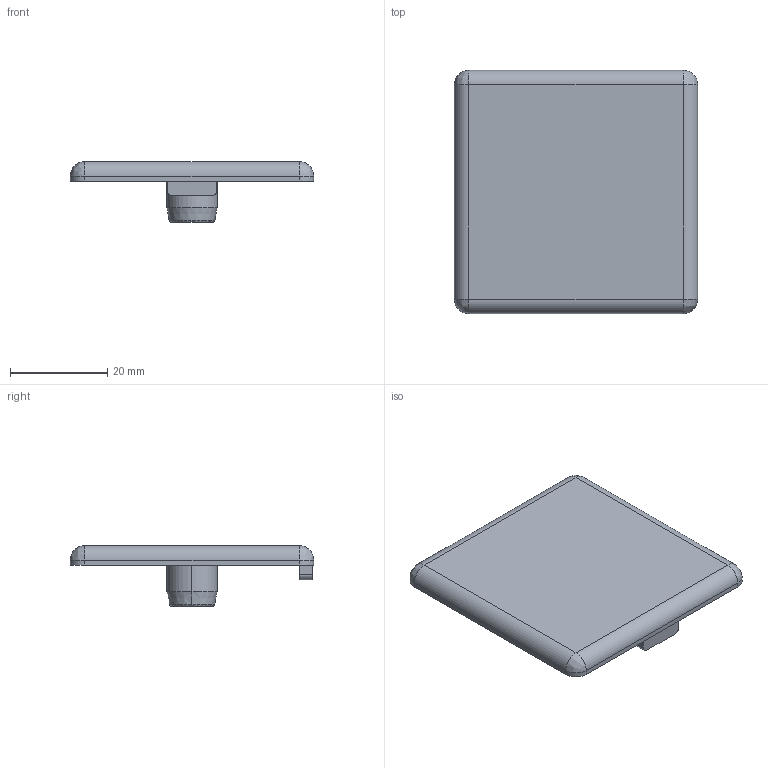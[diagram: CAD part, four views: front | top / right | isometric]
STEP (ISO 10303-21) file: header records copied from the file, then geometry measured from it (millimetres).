
FILE_DESCRIPTION (( 'STEP AP203' ), '1' );
FILE_NAME ('411548820.STEP', '2022-08-29T15:32:22', ( '' ), ( '' ), 'SwSTEP 2.0', 'SolidWorks 2014', '' );
FILE_SCHEMA (( 'CONFIG_CONTROL_DESIGN' ));
Length unit declared in the file: millimetre
Products named in the file (1): 411548820
Bounding box: 50 x 50 x 12.5 mm (x, y, z)
Volume: 8092.4 mm3; surface area: 6266.5 mm2
Topology: 1 solids, 1 shells, 39 faces, 92 edges, 54 vertices
Faces by surface type: plane 17, cylinder 14, bspline 6, cone 2
Entity records: 1227 total; most frequent: CARTESIAN_POINT 278, DIRECTION 188, ORIENTED_EDGE 176, EDGE_CURVE 88, AXIS2_PLACEMENT_3D 68, VERTEX_POINT 54, LINE 52, VECTOR 52
